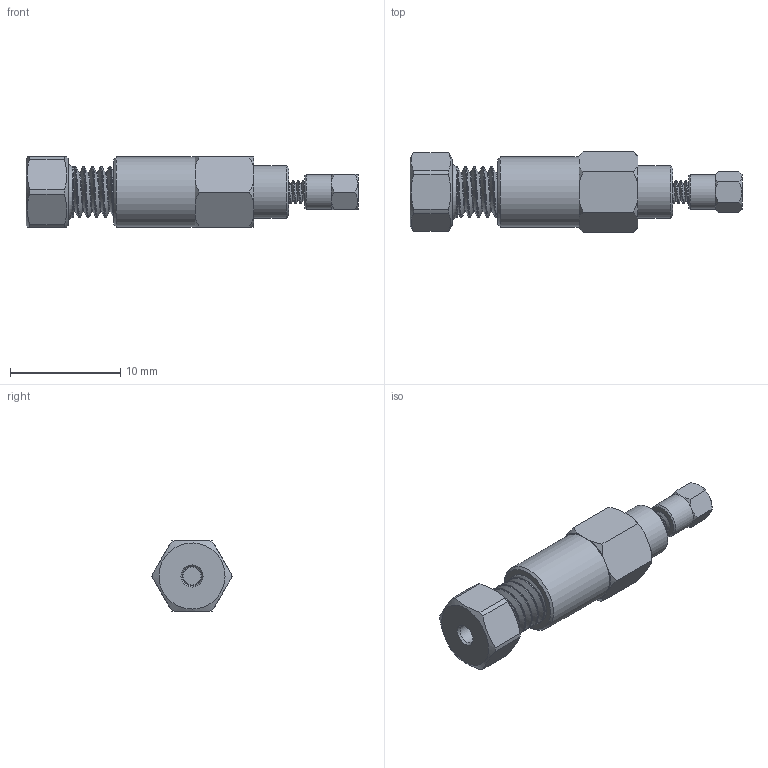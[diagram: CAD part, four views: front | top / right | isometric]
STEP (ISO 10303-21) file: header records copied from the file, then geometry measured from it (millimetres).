
FILE_DESCRIPTION((''),'2;1');
FILE_NAME('506310-C360RU1PK6 Reducing union.stp','2013-08-23T10:32:12',('Franzp'),(''),'Autodesk Inventor 2013','Autodesk Inventor 2013','');
FILE_SCHEMA(('AUTOMOTIVE_DESIGN { 1 0 10303 214 1 1 1 1 }'));
Length unit declared in the file: millimetre
Products named in the file (1): 506310_Shrinkwrap_1
Bounding box: 30.12 x 7.33 x 6.35 mm (x, y, z)
Surface area: 992.4 mm2 (no closed solid volume)
Topology: 0 solids, 11 shells, 86 faces, 220 edges, 142 vertices
Faces by surface type: plane 33, cone 29, cylinder 16, bspline 7, torus 1
Full cylindrical faces by diameter (mm): 1.016 x1, 1.512 x2, 1.75 x1, 3.175 x1, 3.523 x2, 4.7 x1, 4.75 x1, 6.35 x1
Entity records: 5581 total; most frequent: CARTESIAN_POINT 3672, ORIENTED_EDGE 351, DIRECTION 344, EDGE_CURVE 192, AXIS2_PLACEMENT_3D 151, VERTEX_POINT 136, EDGE_LOOP 116, FACE_OUTER_BOUND 86
